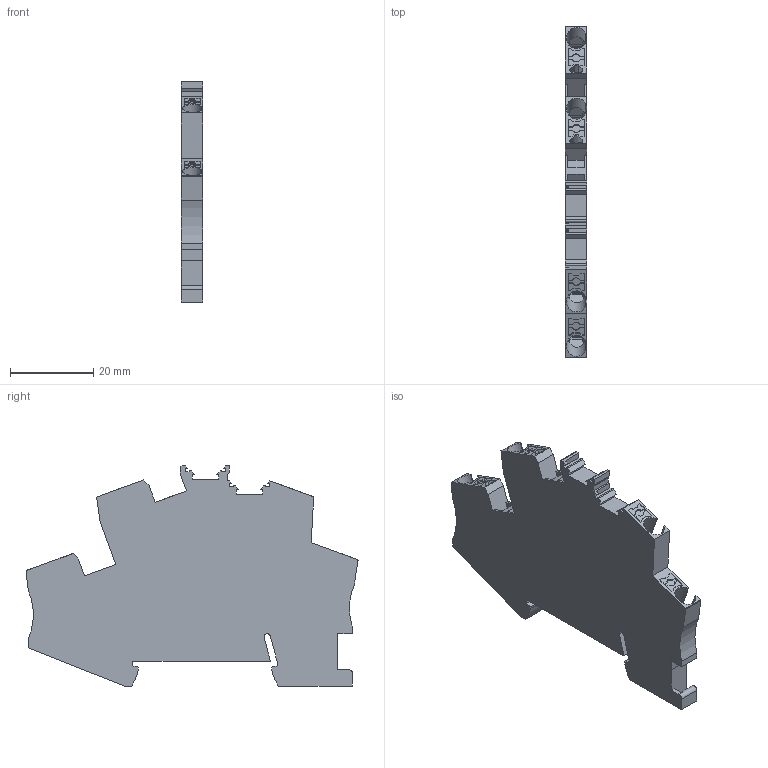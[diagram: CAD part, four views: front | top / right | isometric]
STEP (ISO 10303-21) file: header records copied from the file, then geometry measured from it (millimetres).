
FILE_DESCRIPTION(('Creo Elements/Direct Modeling STEP Export'),'2;1');
FILE_NAME('model.stp','2019-07-26T 0:19:19',(''),(''),'Creo Elements/Direct Modeling STEP processor for AP214 (Solid Model)','Creo Elements/Direct Modeling 20.1A 29-Sep-2018 (C) Parametric Technology GmbH','');
FILE_SCHEMA(('AUTOMOTIVE_DESIGN { 1 0 10303 214 1 1 1 1 }'));
Length unit declared in the file: millimetre
Products named in the file (2): PTTBS_2.5-PV-select
Assembly tree (1 placements, depth 2):
  PTTBS_2.5-PV-select
    PTTBS_2.5-PV-select
Bounding box: 5.15 x 79.88 x 53 mm (x, y, z)
Volume: 13279.2 mm3; surface area: 8996.6 mm2
Topology: 1 solids, 1 shells, 293 faces, 859 edges, 574 vertices
Faces by surface type: plane 236, cylinder 35, extrusion 10, torus 8, cone 4
Entity records: 13925 total; most frequent: CARTESIAN_POINT 3751, ORIENTED_EDGE 1718, DIRECTION 1465, EDGE_CURVE 859, VECTOR 717, LINE 707, VERTEX_POINT 574, AXIS2_PLACEMENT_3D 374
